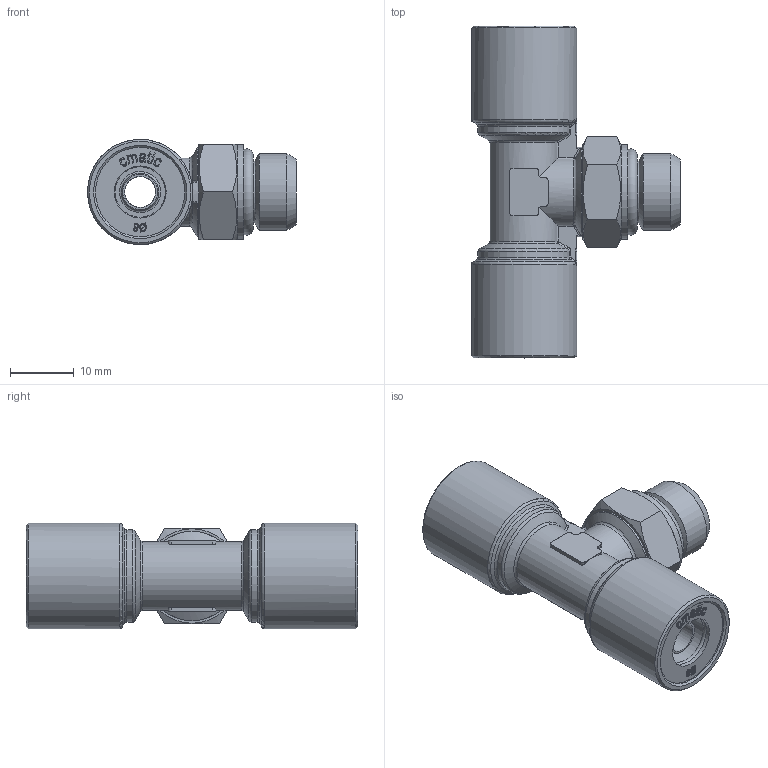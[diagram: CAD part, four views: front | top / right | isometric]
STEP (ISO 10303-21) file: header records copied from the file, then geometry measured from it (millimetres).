
FILE_DESCRIPTION(( 'MAF.21.08.M12X1.5.stp' ), '1');
FILE_NAME( 'MAF.21.08.M12X1.5.stp', '2021-02-19T15:26:47',( 'Sopra'),('sopra-pneumatic.com'), 'SwSTEP 2.0','SolidWorks 2009','' );
FILE_SCHEMA( ( 'CONFIG_CONTROL_DESIGN' ) );
Length unit declared in the file: millimetre
Products named in the file (1): Rivoluzione2
Bounding box: 32.75 x 52 x 16.5 mm (x, y, z)
Volume: 8680 mm3; surface area: 6751.3 mm2
Topology: 1 solids, 1 shells, 466 faces, 1205 edges, 778 vertices
Faces by surface type: bspline 192, plane 173, cylinder 63, cone 19, torus 19
Full cylindrical faces by diameter (mm): 4.85 x2, 5.85 x2, 6 x1, 6.5 x1, 8.15 x4, 9.8 x1, 12 x1, 14 x3, 14.8 x1, 16.5 x2
Entity records: 22252 total; most frequent: CARTESIAN_POINT 12382, ORIENTED_EDGE 2316, DIRECTION 1452, EDGE_CURVE 1158, VERTEX_POINT 769, LINE 554, VECTOR 554, EDGE_LOOP 544
